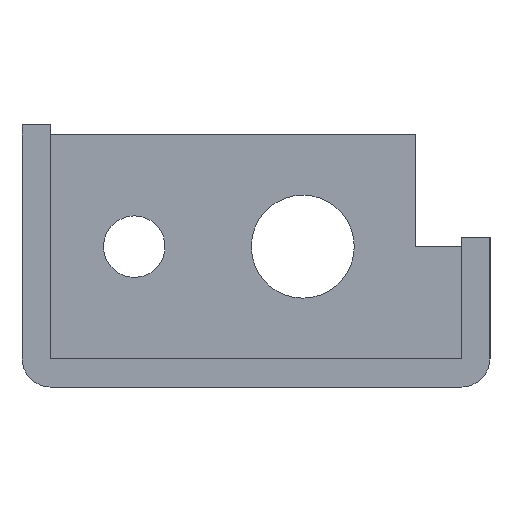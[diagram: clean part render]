
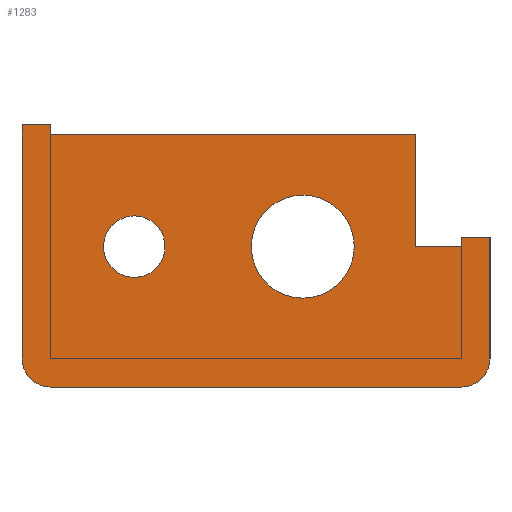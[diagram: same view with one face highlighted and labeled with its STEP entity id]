
A CAD part, left-side view. The second image highlights one B-rep face of the part: STEP entity #1283.
In plain terms, the highlighted planar face has unit normal (-1, 0, 0).
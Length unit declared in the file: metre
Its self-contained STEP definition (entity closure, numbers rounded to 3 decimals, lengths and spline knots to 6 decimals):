
#38=CIRCLE('',#1373,0.0015);
#40=CIRCLE('',#1377,0.0015);
#46=CIRCLE('',#1387,0.00165);
#47=CIRCLE('',#1388,0.00275);
#346=ORIENTED_EDGE('',*,*,#591,.F.);
#347=ORIENTED_EDGE('',*,*,#592,.F.);
#348=ORIENTED_EDGE('',*,*,#556,.F.);
#349=ORIENTED_EDGE('',*,*,#593,.T.);
#350=ORIENTED_EDGE('',*,*,#594,.T.);
#351=ORIENTED_EDGE('',*,*,#595,.T.);
#352=ORIENTED_EDGE('',*,*,#536,.F.);
#353=ORIENTED_EDGE('',*,*,#433,.T.);
#354=ORIENTED_EDGE('',*,*,#583,.T.);
#355=ORIENTED_EDGE('',*,*,#572,.T.);
#356=ORIENTED_EDGE('',*,*,#569,.T.);
#357=ORIENTED_EDGE('',*,*,#566,.T.);
#358=ORIENTED_EDGE('',*,*,#563,.T.);
#359=ORIENTED_EDGE('',*,*,#560,.F.);
#433=EDGE_CURVE('',#616,#615,#739,.T.);
#536=EDGE_CURVE('',#616,#686,#826,.T.);
#556=EDGE_CURVE('',#702,#703,#844,.T.);
#560=EDGE_CURVE('',#703,#706,#848,.T.);
#563=EDGE_CURVE('',#708,#706,#851,.T.);
#566=EDGE_CURVE('',#710,#708,#38,.T.);
#569=EDGE_CURVE('',#712,#710,#855,.T.);
#572=EDGE_CURVE('',#714,#712,#40,.T.);
#583=EDGE_CURVE('',#615,#714,#865,.T.);
#591=EDGE_CURVE('',#726,#726,#46,.T.);
#592=EDGE_CURVE('',#727,#727,#47,.T.);
#593=EDGE_CURVE('',#702,#728,#871,.T.);
#594=EDGE_CURVE('',#728,#729,#872,.T.);
#595=EDGE_CURVE('',#729,#686,#873,.T.);
#615=VERTEX_POINT('',#1759);
#616=VERTEX_POINT('',#1761);
#686=VERTEX_POINT('',#1968);
#702=VERTEX_POINT('',#2005);
#703=VERTEX_POINT('',#2007);
#706=VERTEX_POINT('',#2015);
#708=VERTEX_POINT('',#2021);
#710=VERTEX_POINT('',#2027);
#712=VERTEX_POINT('',#2033);
#714=VERTEX_POINT('',#2039);
#726=VERTEX_POINT('',#2074);
#727=VERTEX_POINT('',#2076);
#728=VERTEX_POINT('',#2078);
#729=VERTEX_POINT('',#2080);
#739=LINE('',#1760,#889);
#826=LINE('',#1967,#976);
#844=LINE('',#2006,#994);
#848=LINE('',#2014,#998);
#851=LINE('',#2020,#1001);
#855=LINE('',#2032,#1005);
#865=LINE('',#2058,#1015);
#871=LINE('',#2077,#1021);
#872=LINE('',#2079,#1022);
#873=LINE('',#2081,#1023);
#889=VECTOR('',#1416,1.);
#976=VECTOR('',#1603,1.);
#994=VECTOR('',#1629,1.);
#998=VECTOR('',#1635,1.);
#1001=VECTOR('',#1640,1.);
#1005=VECTOR('',#1652,1.);
#1015=VECTOR('',#1674,1.);
#1021=VECTOR('',#1694,1.);
#1022=VECTOR('',#1695,1.);
#1023=VECTOR('',#1696,1.);
#1085=EDGE_LOOP('',(#346));
#1086=EDGE_LOOP('',(#347));
#1087=EDGE_LOOP('',(#348,#349,#350,#351,#352,#353,#354,#355,#356,#357,#358,
#359));
#1161=FACE_BOUND('',#1085,.T.);
#1162=FACE_BOUND('',#1086,.T.);
#1163=FACE_BOUND('',#1087,.T.);
#1225=PLANE('',#1386);
#1283=ADVANCED_FACE('',(#1161,#1162,#1163),#1225,.F.);
#1373=AXIS2_PLACEMENT_3D('',#2026,#1645,#1646);
#1377=AXIS2_PLACEMENT_3D('',#2038,#1657,#1658);
#1386=AXIS2_PLACEMENT_3D('',#2072,#1688,#1689);
#1387=AXIS2_PLACEMENT_3D('',#2073,#1690,#1691);
#1388=AXIS2_PLACEMENT_3D('',#2075,#1692,#1693);
#1416=DIRECTION('',(0.,1.,0.));
#1603=DIRECTION('',(0.,0.,-1.));
#1629=DIRECTION('',(0.,0.,1.));
#1635=DIRECTION('',(0.,-1.,0.));
#1640=DIRECTION('',(0.,0.,1.));
#1645=DIRECTION('',(-1.,0.,0.));
#1646=DIRECTION('',(0.,0.,-1.));
#1652=DIRECTION('',(0.,-1.,0.));
#1657=DIRECTION('',(-1.,0.,0.));
#1658=DIRECTION('',(0.,0.,-1.));
#1674=DIRECTION('',(0.,0.,-1.));
#1688=DIRECTION('',(1.,0.,0.));
#1689=DIRECTION('',(0.,1.,0.));
#1690=DIRECTION('',(-1.,0.,0.));
#1691=DIRECTION('',(0.,0.,1.));
#1692=DIRECTION('',(-1.,0.,0.));
#1693=DIRECTION('',(0.,0.,1.));
#1694=DIRECTION('',(0.,1.,0.));
#1695=DIRECTION('',(0.,0.,1.));
#1696=DIRECTION('',(0.,1.,0.));
#1759=CARTESIAN_POINT('',(0.,0.4125,0.1045));
#1760=CARTESIAN_POINT('',(0.,0.41175,0.1045));
#1761=CARTESIAN_POINT('',(0.,0.411,0.1045));
#1967=CARTESIAN_POINT('',(0.,0.411,0.10425));
#1968=CARTESIAN_POINT('',(0.,0.411,0.104));
#2005=CARTESIAN_POINT('',(0.,0.389,0.098));
#2006=CARTESIAN_POINT('',(0.,0.389,0.09825));
#2007=CARTESIAN_POINT('',(0.,0.389,0.0985));
#2014=CARTESIAN_POINT('',(0.,0.38825,0.0985));
#2015=CARTESIAN_POINT('',(0.,0.3875,0.0985));
#2020=CARTESIAN_POINT('',(0.,0.3875,0.09525));
#2021=CARTESIAN_POINT('',(0.,0.3875,0.092));
#2026=CARTESIAN_POINT('',(0.,0.389,0.092));
#2027=CARTESIAN_POINT('',(0.,0.389,0.0905));
#2032=CARTESIAN_POINT('',(0.,0.4,0.0905));
#2033=CARTESIAN_POINT('',(0.,0.411,0.0905));
#2038=CARTESIAN_POINT('',(0.,0.411,0.092));
#2039=CARTESIAN_POINT('',(0.,0.4125,0.092));
#2058=CARTESIAN_POINT('',(0.,0.4125,0.09825));
#2072=CARTESIAN_POINT('',(0.,0.2125,0.25));
#2073=CARTESIAN_POINT('',(0.,0.4065,0.098));
#2074=CARTESIAN_POINT('',(0.,0.4065,0.09965));
#2075=CARTESIAN_POINT('',(0.,0.3975,0.098));
#2076=CARTESIAN_POINT('',(0.,0.3975,0.10075));
#2077=CARTESIAN_POINT('',(0.,0.39025,0.098));
#2078=CARTESIAN_POINT('',(0.,0.3915,0.098));
#2079=CARTESIAN_POINT('',(0.,0.3915,0.101));
#2080=CARTESIAN_POINT('',(0.,0.3915,0.104));
#2081=CARTESIAN_POINT('',(0.,0.40125,0.104));
